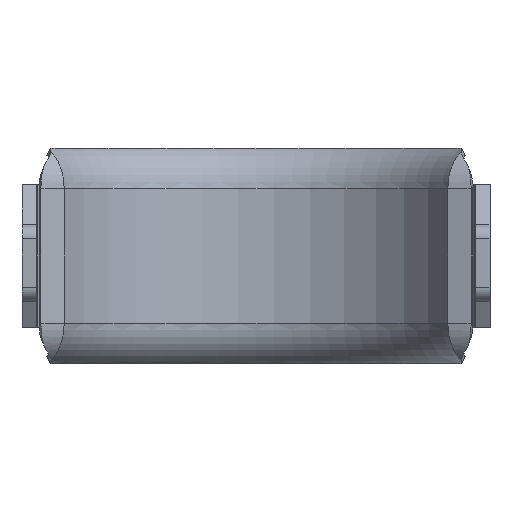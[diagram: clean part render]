
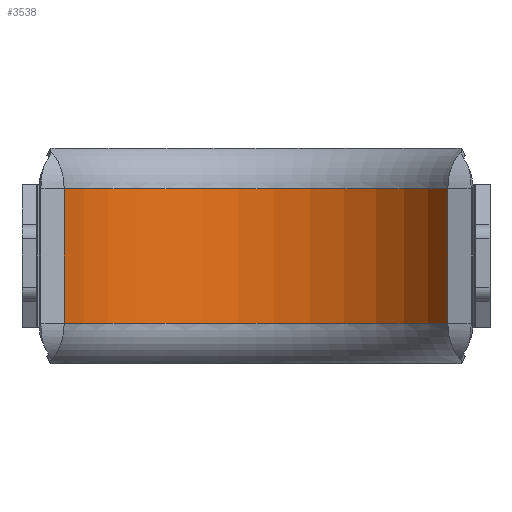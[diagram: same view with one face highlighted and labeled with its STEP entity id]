
A CAD part, front view. The second image highlights one B-rep face of the part: STEP entity #3538.
In plain terms, the highlighted cylindrical face has radius 38 mm (diameter 76 mm), a partial arc.
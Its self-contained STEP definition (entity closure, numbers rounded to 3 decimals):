
#645=CARTESIAN_POINT('',(0.,-17.842,11.75));
#646=DIRECTION('',(0.,0.,1.));
#647=DIRECTION('',(0.885,0.466,0.));
#648=AXIS2_PLACEMENT_3D('',#645,#646,#647);
#691=DIRECTION('',(0.,0.,-1.));
#692=VECTOR('',#691,23.5);
#693=CARTESIAN_POINT('',(33.614,-0.119,11.75));
#694=LINE('',#693,#692);
#695=CARTESIAN_POINT('',(0.,-17.842,-11.75));
#696=DIRECTION('',(0.,0.,1.));
#697=DIRECTION('',(0.885,0.466,0.));
#698=AXIS2_PLACEMENT_3D('',#695,#696,#697);
#1421=DIRECTION('',(0.,0.,-1.));
#1422=VECTOR('',#1421,23.5);
#1423=CARTESIAN_POINT('',(-33.614,-0.119,11.75));
#1424=LINE('',#1423,#1422);
#2982=CARTESIAN_POINT('',(33.614,-0.119,11.75));
#2983=CARTESIAN_POINT('',(33.614,-0.119,-11.75));
#2984=VERTEX_POINT('',#2982);
#2985=VERTEX_POINT('',#2983);
#2986=CARTESIAN_POINT('',(-33.614,-0.119,11.75));
#2987=CARTESIAN_POINT('',(-33.614,-0.119,-11.75));
#2988=VERTEX_POINT('',#2986);
#2989=VERTEX_POINT('',#2987);
#3524=CARTESIAN_POINT('',(0.,-17.842,11.75));
#3525=DIRECTION('',(0.,0.,1.));
#3526=DIRECTION('',(1.,0.,0.));
#3527=AXIS2_PLACEMENT_3D('',#3524,#3525,#3526);
#3528=CYLINDRICAL_SURFACE('',#3527,38.);
#3529=ORIENTED_EDGE('',*,*,#3501,.F.);
#3531=ORIENTED_EDGE('',*,*,#3530,.T.);
#3533=ORIENTED_EDGE('',*,*,#3532,.T.);
#3535=ORIENTED_EDGE('',*,*,#3534,.F.);
#3536=EDGE_LOOP('',(#3529,#3531,#3533,#3535));
#3537=FACE_OUTER_BOUND('',#3536,.F.);
#3538=ADVANCED_FACE('',(#3537),#3528,.F.);
#649=CIRCLE('',#648,38.);
#699=CIRCLE('',#698,38.);
#3501=EDGE_CURVE('',#2984,#2988,#649,.T.);
#3530=EDGE_CURVE('',#2984,#2985,#694,.T.);
#3532=EDGE_CURVE('',#2985,#2989,#699,.T.);
#3534=EDGE_CURVE('',#2988,#2989,#1424,.T.);
